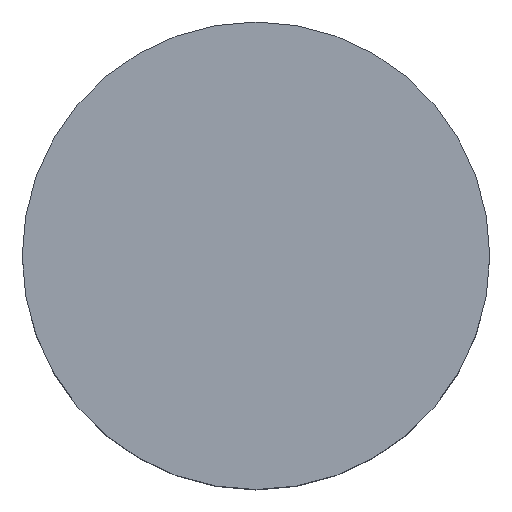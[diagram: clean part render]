
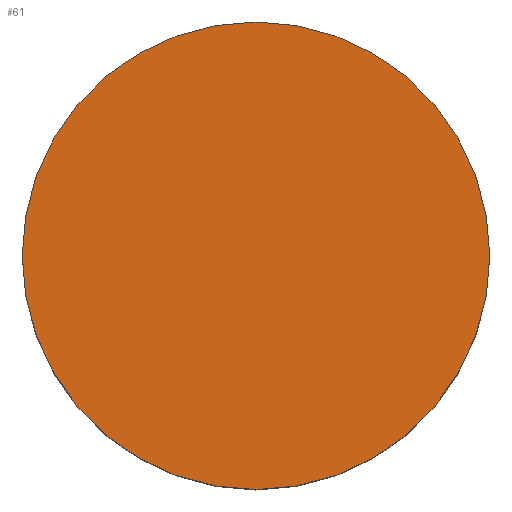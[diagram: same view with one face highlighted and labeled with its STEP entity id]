
A CAD part, top view. The second image highlights one B-rep face of the part: STEP entity #61.
In plain terms, the highlighted planar face has unit normal (0, 0, 1).
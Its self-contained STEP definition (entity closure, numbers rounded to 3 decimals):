
#12 = CIRCLE ( 'NONE', #56, 2. ) ;
#14 = PLANE ( 'NONE',  #134 ) ;
#20 = EDGE_CURVE ( 'NONE', #279, #258, #254, .T. ) ;
#26 = EDGE_LOOP ( 'NONE', ( #118, #292 ) ) ;
#36 = DIRECTION ( 'NONE',  ( 1., 0., 0. ) ) ;
#38 = DIRECTION ( 'NONE',  ( 1., 0., 0. ) ) ;
#56 = AXIS2_PLACEMENT_3D ( 'NONE', #348, #95, #297 ) ;
#61 = ADVANCED_FACE ( 'NONE', ( #89 ), #14, .T. ) ;
#89 = FACE_OUTER_BOUND ( 'NONE', #26, .T. ) ;
#95 = DIRECTION ( 'NONE',  ( 0., 0., 1. ) ) ;
#118 = ORIENTED_EDGE ( 'NONE', *, *, #20, .T. ) ;
#134 = AXIS2_PLACEMENT_3D ( 'NONE', #202, #286, #38 ) ;
#160 = CARTESIAN_POINT ( 'NONE',  ( -2., 0., 0. ) ) ;
#179 = DIRECTION ( 'NONE',  ( 0., 0., 1. ) ) ;
#198 = EDGE_CURVE ( 'NONE', #258, #279, #12, .T. ) ;
#199 = CARTESIAN_POINT ( 'NONE',  ( 2., 0., 0. ) ) ;
#202 = CARTESIAN_POINT ( 'NONE',  ( 0., 0., 0. ) ) ;
#254 = CIRCLE ( 'NONE', #298, 2. ) ;
#258 = VERTEX_POINT ( 'NONE', #160 ) ;
#264 = CARTESIAN_POINT ( 'NONE',  ( 0., 0., 0. ) ) ;
#279 = VERTEX_POINT ( 'NONE', #199 ) ;
#286 = DIRECTION ( 'NONE',  ( 0., 0., 1. ) ) ;
#292 = ORIENTED_EDGE ( 'NONE', *, *, #198, .T. ) ;
#297 = DIRECTION ( 'NONE',  ( 1., 0., 0. ) ) ;
#298 = AXIS2_PLACEMENT_3D ( 'NONE', #264, #179, #36 ) ;
#348 = CARTESIAN_POINT ( 'NONE',  ( 0., 0., 0. ) ) ;
